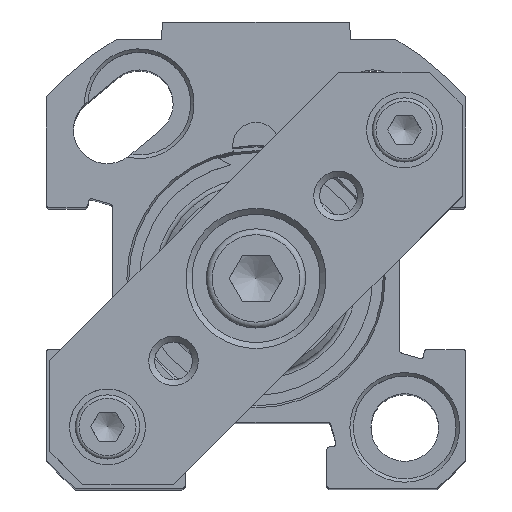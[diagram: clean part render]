
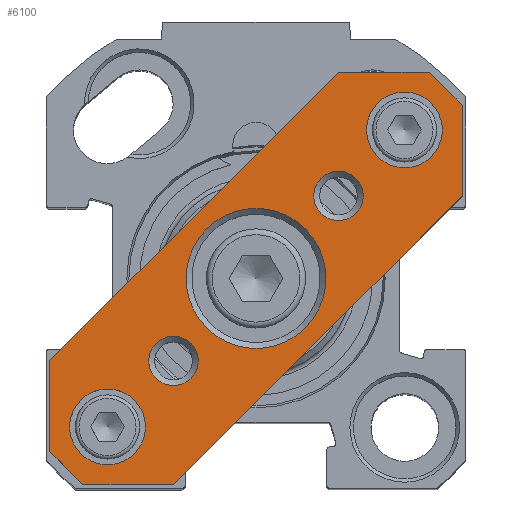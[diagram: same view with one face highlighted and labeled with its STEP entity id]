
A CAD part, top view. The second image highlights one B-rep face of the part: STEP entity #6100.
In plain terms, the highlighted planar face has unit normal (0, 0, 1).
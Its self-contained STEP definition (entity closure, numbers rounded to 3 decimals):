
#5970=CARTESIAN_POINT('',(4.243,4.243,59.5));
#5971=VERTEX_POINT('',#5970);
#5972=CARTESIAN_POINT('',(0.,0.,59.5));
#5973=DIRECTION('',(0.0,0.0,1.0));
#5974=DIRECTION('',(-0.707,-0.707,0.0));
#5975=AXIS2_PLACEMENT_3D('',#5972,#5973,#5974);
#5976=CIRCLE('',#5975,6.);
#5977=EDGE_CURVE('',#5971,#5971,#5976,.T.);
#5982=CARTESIAN_POINT('',(0.,0.,59.5));
#5983=DIRECTION('',(0.0,0.0,-1.0));
#5984=DIRECTION('',(-1.0,0.0,0.0));
#5985=AXIS2_PLACEMENT_3D('',#5982,#5983,#5984);
#5986=PLANE('',#5985);
#5987=CARTESIAN_POINT('',(-17.678,-7.071,59.5));
#5988=VERTEX_POINT('',#5987);
#5989=CARTESIAN_POINT('',(7.071,17.678,59.5));
#5990=VERTEX_POINT('',#5989);
#5991=CARTESIAN_POINT('',(-17.678,-7.071,59.5));
#5992=DIRECTION('',(0.707,0.707,0.0));
#5993=VECTOR('',#5992,35.);
#5994=LINE('',#5991,#5993);
#5995=EDGE_CURVE('',#5988,#5990,#5994,.T.);
#5996=ORIENTED_EDGE('',*,*,#5995,.F.);
#5997=CARTESIAN_POINT('',(-17.678,-14.849,59.5));
#5998=VERTEX_POINT('',#5997);
#5999=CARTESIAN_POINT('',(-17.678,-14.849,59.5));
#6000=DIRECTION('',(0.0,1.0,0.0));
#6001=VECTOR('',#6000,7.778);
#6002=LINE('',#5999,#6001);
#6003=EDGE_CURVE('',#5998,#5988,#6002,.T.);
#6004=ORIENTED_EDGE('',*,*,#6003,.F.);
#6005=CARTESIAN_POINT('',(-14.849,-17.678,59.5));
#6006=VERTEX_POINT('',#6005);
#6007=CARTESIAN_POINT('',(-14.849,-17.678,59.5));
#6008=DIRECTION('',(-0.707,0.707,0.0));
#6009=VECTOR('',#6008,4.);
#6010=LINE('',#6007,#6009);
#6011=EDGE_CURVE('',#6006,#5998,#6010,.T.);
#6012=ORIENTED_EDGE('',*,*,#6011,.F.);
#6013=CARTESIAN_POINT('',(-7.071,-17.678,59.5));
#6014=VERTEX_POINT('',#6013);
#6015=CARTESIAN_POINT('',(-7.071,-17.678,59.5));
#6016=DIRECTION('',(-1.0,0.0,0.0));
#6017=VECTOR('',#6016,7.778);
#6018=LINE('',#6015,#6017);
#6019=EDGE_CURVE('',#6014,#6006,#6018,.T.);
#6020=ORIENTED_EDGE('',*,*,#6019,.F.);
#6021=CARTESIAN_POINT('',(17.678,7.071,59.5));
#6022=VERTEX_POINT('',#6021);
#6023=CARTESIAN_POINT('',(17.678,7.071,59.5));
#6024=DIRECTION('',(-0.707,-0.707,0.0));
#6025=VECTOR('',#6024,35.);
#6026=LINE('',#6023,#6025);
#6027=EDGE_CURVE('',#6022,#6014,#6026,.T.);
#6028=ORIENTED_EDGE('',*,*,#6027,.F.);
#6029=CARTESIAN_POINT('',(17.678,14.849,59.5));
#6030=VERTEX_POINT('',#6029);
#6031=CARTESIAN_POINT('',(17.678,14.849,59.5));
#6032=DIRECTION('',(0.0,-1.0,0.0));
#6033=VECTOR('',#6032,7.778);
#6034=LINE('',#6031,#6033);
#6035=EDGE_CURVE('',#6030,#6022,#6034,.T.);
#6036=ORIENTED_EDGE('',*,*,#6035,.F.);
#6037=CARTESIAN_POINT('',(14.849,17.678,59.5));
#6038=VERTEX_POINT('',#6037);
#6039=CARTESIAN_POINT('',(14.849,17.678,59.5));
#6040=DIRECTION('',(0.707,-0.707,0.0));
#6041=VECTOR('',#6040,4.);
#6042=LINE('',#6039,#6041);
#6043=EDGE_CURVE('',#6038,#6030,#6042,.T.);
#6044=ORIENTED_EDGE('',*,*,#6043,.F.);
#6045=CARTESIAN_POINT('',(7.071,17.678,59.5));
#6046=DIRECTION('',(1.0,0.0,0.0));
#6047=VECTOR('',#6046,7.778);
#6048=LINE('',#6045,#6047);
#6049=EDGE_CURVE('',#5990,#6038,#6048,.T.);
#6050=ORIENTED_EDGE('',*,*,#6049,.F.);
#6051=EDGE_LOOP('',(#5996,#6004,#6012,#6020,#6028,#6036,#6044,#6050));
#6052=FACE_OUTER_BOUND('',#6051,.T.);
#6053=CARTESIAN_POINT('',(8.571,8.571,59.5));
#6054=VERTEX_POINT('',#6053);
#6055=CARTESIAN_POINT('',(7.071,7.071,59.5));
#6056=DIRECTION('',(0.0,0.0,1.0));
#6057=DIRECTION('',(-0.707,-0.707,0.0));
#6058=AXIS2_PLACEMENT_3D('',#6055,#6056,#6057);
#6059=CIRCLE('',#6058,2.121);
#6060=EDGE_CURVE('',#6054,#6054,#6059,.T.);
#6061=ORIENTED_EDGE('',*,*,#6060,.F.);
#6062=EDGE_LOOP('',(#6061));
#6063=FACE_BOUND('',#6062,.T.);
#6064=CARTESIAN_POINT('',(-10.43,-10.43,59.5));
#6065=VERTEX_POINT('',#6064);
#6066=CARTESIAN_POINT('',(-12.728,-12.728,59.5));
#6067=DIRECTION('',(0.0,0.0,-1.0));
#6068=DIRECTION('',(0.707,0.707,0.0));
#6069=AXIS2_PLACEMENT_3D('',#6066,#6067,#6068);
#6070=CIRCLE('',#6069,3.25);
#6071=EDGE_CURVE('',#6065,#6065,#6070,.T.);
#6072=ORIENTED_EDGE('',*,*,#6071,.T.);
#6073=EDGE_LOOP('',(#6072));
#6074=FACE_BOUND('',#6073,.T.);
#6075=CARTESIAN_POINT('',(15.026,15.026,59.5));
#6076=VERTEX_POINT('',#6075);
#6077=CARTESIAN_POINT('',(12.728,12.728,59.5));
#6078=DIRECTION('',(0.0,0.0,-1.0));
#6079=DIRECTION('',(0.707,0.707,0.0));
#6080=AXIS2_PLACEMENT_3D('',#6077,#6078,#6079);
#6081=CIRCLE('',#6080,3.25);
#6082=EDGE_CURVE('',#6076,#6076,#6081,.T.);
#6083=ORIENTED_EDGE('',*,*,#6082,.T.);
#6084=EDGE_LOOP('',(#6083));
#6085=FACE_BOUND('',#6084,.T.);
#6086=CARTESIAN_POINT('',(-5.571,-5.571,59.5));
#6087=VERTEX_POINT('',#6086);
#6088=CARTESIAN_POINT('',(-7.071,-7.071,59.5));
#6089=DIRECTION('',(0.0,0.0,1.0));
#6090=DIRECTION('',(-0.707,-0.707,0.0));
#6091=AXIS2_PLACEMENT_3D('',#6088,#6089,#6090);
#6092=CIRCLE('',#6091,2.121);
#6093=EDGE_CURVE('',#6087,#6087,#6092,.T.);
#6094=ORIENTED_EDGE('',*,*,#6093,.F.);
#6095=EDGE_LOOP('',(#6094));
#6096=FACE_BOUND('',#6095,.T.);
#6097=ORIENTED_EDGE('',*,*,#5977,.F.);
#6098=EDGE_LOOP('',(#6097));
#6099=FACE_BOUND('',#6098,.T.);
#6100=ADVANCED_FACE('',(#6052,#6063,#6074,#6085,#6096,#6099),#5986,.F.);
